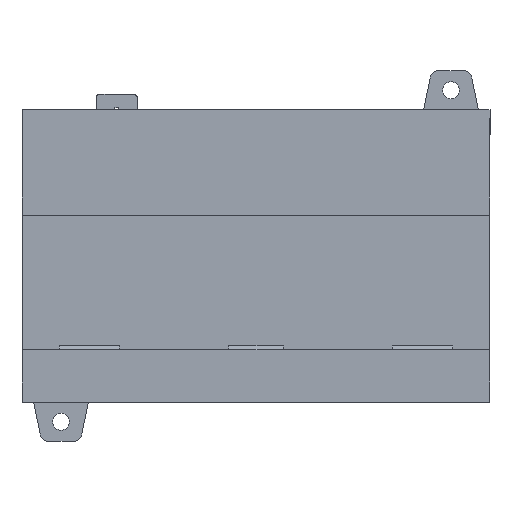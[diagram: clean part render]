
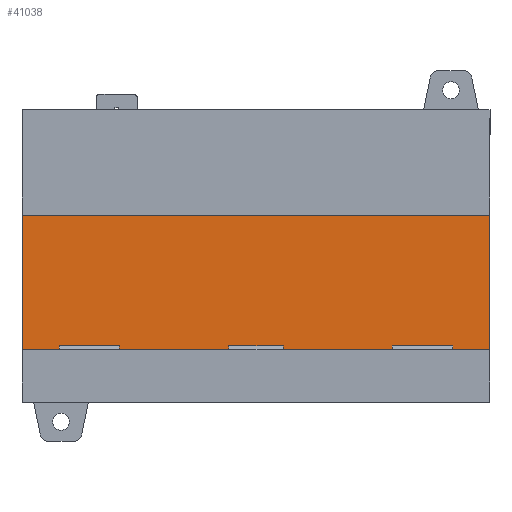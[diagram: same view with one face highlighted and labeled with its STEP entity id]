
A CAD part, front view. The second image highlights one B-rep face of the part: STEP entity #41038.
In plain terms, the highlighted planar face has unit normal (0, -1, 0).
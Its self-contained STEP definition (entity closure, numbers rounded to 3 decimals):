
#6197 = FACE_OUTER_BOUND ( 'NONE', #41040, .T. ) ;
#6198 = DIRECTION ( 'NONE',  ( 1., 0., 0. ) ) ;
#6199 = VECTOR ( 'NONE', #6198, 1000. ) ;
#6200 = CARTESIAN_POINT ( 'NONE',  ( -23.168, -33.112, 69.832 ) ) ;
#6201 = LINE ( 'NONE', #6200, #6199 ) ;
#6232 = DIRECTION ( 'NONE',  ( 1., 0., 0. ) ) ;
#6233 = VECTOR ( 'NONE', #6232, 1000. ) ;
#6234 = CARTESIAN_POINT ( 'NONE',  ( -23.168, -33.112, 34.332 ) ) ;
#6235 = LINE ( 'NONE', #6234, #6233 ) ;
#6236 = DIRECTION ( 'NONE',  ( -1., 0., 0. ) ) ;
#6237 = DIRECTION ( 'NONE',  ( 0., -1., 0. ) ) ;
#6238 = CARTESIAN_POINT ( 'NONE',  ( -23.168, -33.112, 59.332 ) ) ;
#6239 = AXIS2_PLACEMENT_3D ( 'NONE', #6238, #6237, #6236 ) ;
#6240 = PLANE ( 'NONE',  #6239 ) ;
#30316 = CARTESIAN_POINT ( 'NONE',  ( 96.832, -33.112, 69.832 ) ) ;
#30359 = CARTESIAN_POINT ( 'NONE',  ( 96.832, -33.112, 34.332 ) ) ;
#30360 = DIRECTION ( 'NONE',  ( 0., 0., -1. ) ) ;
#30361 = VECTOR ( 'NONE', #30360, 1000. ) ;
#30362 = CARTESIAN_POINT ( 'NONE',  ( 96.832, -33.112, 59.332 ) ) ;
#30363 = LINE ( 'NONE', #30362, #30361 ) ;
#31797 = CARTESIAN_POINT ( 'NONE',  ( -23.168, -33.112, 69.832 ) ) ;
#31798 = DIRECTION ( 'NONE',  ( 0., 0., -1. ) ) ;
#31799 = VECTOR ( 'NONE', #31798, 1000. ) ;
#31800 = CARTESIAN_POINT ( 'NONE',  ( -23.168, -33.112, 59.332 ) ) ;
#31801 = LINE ( 'NONE', #31800, #31799 ) ;
#31802 = CARTESIAN_POINT ( 'NONE',  ( -23.168, -33.112, 34.332 ) ) ;
#37125 = VERTEX_POINT ( 'NONE', #30316 ) ;
#37127 = EDGE_CURVE ( 'NONE', #37125, #37128, #30363, .T. ) ;
#37128 = VERTEX_POINT ( 'NONE', #30359 ) ;
#37772 = VERTEX_POINT ( 'NONE', #31802 ) ;
#37774 = EDGE_CURVE ( 'NONE', #37775, #37772, #31801, .T. ) ;
#37775 = VERTEX_POINT ( 'NONE', #31797 ) ;
#41037 = EDGE_CURVE ( 'NONE', #37775, #37125, #6201, .T. ) ;
#41038 = ADVANCED_FACE ( 'NONE', ( #6197 ), #6240, .T. ) ;
#41040 = EDGE_LOOP ( 'NONE', ( #41042, #41045, #41082, #41084 ) ) ;
#41042 = ORIENTED_EDGE ( 'NONE', *, *, #41043, .T. ) ;
#41043 = EDGE_CURVE ( 'NONE', #37772, #37128, #6235, .T. ) ;
#41045 = ORIENTED_EDGE ( 'NONE', *, *, #37127, .F. ) ;
#41082 = ORIENTED_EDGE ( 'NONE', *, *, #41037, .F. ) ;
#41084 = ORIENTED_EDGE ( 'NONE', *, *, #37774, .T. ) ;
